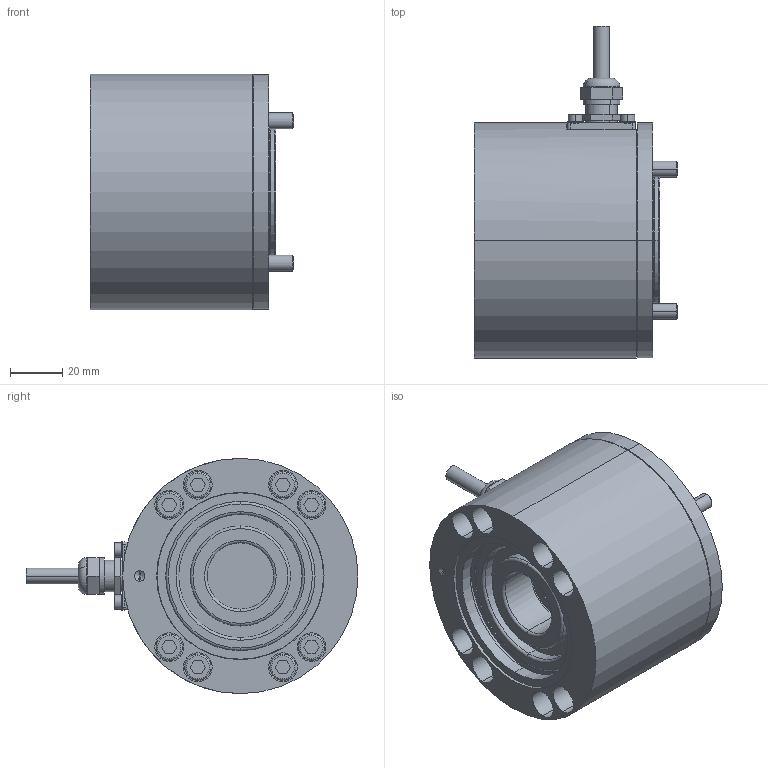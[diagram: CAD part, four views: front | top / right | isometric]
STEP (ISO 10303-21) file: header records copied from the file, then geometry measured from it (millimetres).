
FILE_DESCRIPTION (( 'STEP AP203' ), '1' );
FILE_NAME ('31104634_-.step', '2022-03-08T08:35:46', ( '' ), ( '' ), 'SwSTEP 2.0', 'SolidWorks 2018', '' );
FILE_SCHEMA (( 'CONFIG_CONTROL_DESIGN' ));
Length unit declared in the file: millimetre
Products named in the file (14): 31101749_01; Zyl-Schr DIN912_M3x6; 31104502_01; 31104498_stp_nach_Vergueten; Zyl-Schr DIN912_M6x30; 51283_01; PKL_NLJ1_vereinfacht_01; 31104496_stp_01; Steuerkabel_6x20; Federringe_DIN127A_M03; 31104488_01; 31104634_-; Zyl-Schr DIN912_M6x40; Si-Ring DIN472_D57.15
Assembly tree (25 placements, depth 3):
  31104634_-
    31104496_stp_01
      31104498_stp_nach_Vergueten
      31104488_01
      31104502_01
      Federringe_DIN127A_M03  x4
      Zyl-Schr DIN912_M3x6  x4
      Zyl-Schr DIN912_M6x30  x4
      Si-Ring DIN472_D57.15
      PKL_NLJ1_vereinfacht_01
    Zyl-Schr DIN912_M6x40  x4
    51283_01
    31101749_01
    Steuerkabel_6x20
Bounding box: 78 x 127 x 90 mm (x, y, z)
Volume: 296467.6 mm3; surface area: 118599.2 mm2
Topology: 24 solids, 24 shells, 556 faces, 1259 edges, 795 vertices
Faces by surface type: cylinder 232, plane 222, torus 52, cone 50
Entity records: 12892 total; most frequent: DIRECTION 2127, CARTESIAN_POINT 1958, ORIENTED_EDGE 1734, EDGE_CURVE 867, AXIS2_PLACEMENT_3D 867, VERTEX_POINT 555, EDGE_LOOP 472, CIRCLE 462
